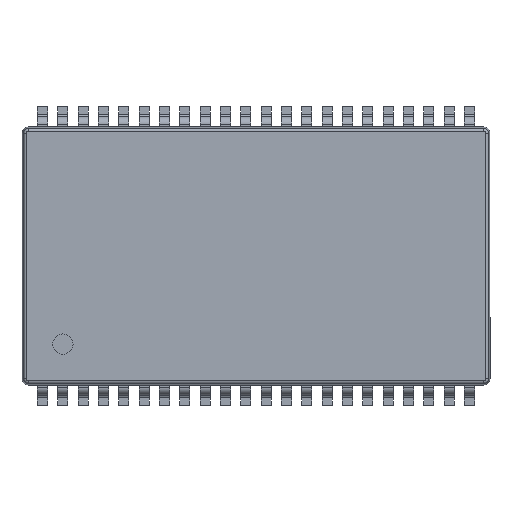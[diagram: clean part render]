
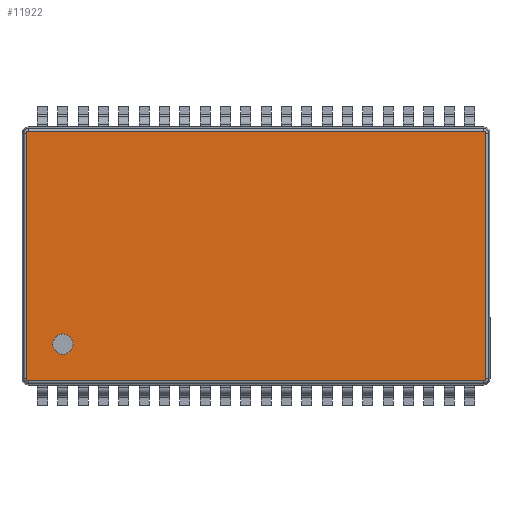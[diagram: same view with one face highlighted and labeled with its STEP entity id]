
A CAD part, top view. The second image highlights one B-rep face of the part: STEP entity #11922.
In plain terms, the highlighted planar face has unit normal (0, 0, 1).
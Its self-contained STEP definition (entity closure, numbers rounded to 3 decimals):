
#196 = VERTEX_POINT ( 'NONE', #12768 ) ;
#728 = EDGE_CURVE ( 'NONE', #196, #15006, #7624, .T. ) ;
#1023 = VECTOR ( 'NONE', #1887, 1000. ) ;
#1031 = CARTESIAN_POINT ( 'NONE',  ( 8.96, -4.83, 1. ) ) ;
#1192 = VECTOR ( 'NONE', #15928, 1000. ) ;
#1281 = EDGE_LOOP ( 'NONE', ( #9476, #2942, #1927, #6835, #16229, #20842, #10846, #18579 ) ) ;
#1657 = AXIS2_PLACEMENT_3D ( 'NONE', #4152, #14065, #7411 ) ;
#1887 = DIRECTION ( 'NONE',  ( 1., 0., 0. ) ) ;
#1927 = ORIENTED_EDGE ( 'NONE', *, *, #19840, .T. ) ;
#2129 = DIRECTION ( 'NONE',  ( 0., 0., 1. ) ) ;
#2348 = CIRCLE ( 'NONE', #10622, 0.087 ) ;
#2443 = CARTESIAN_POINT ( 'NONE',  ( -8.96, 4.917, 1. ) ) ;
#2498 = AXIS2_PLACEMENT_3D ( 'NONE', #11135, #10923, #5573 ) ;
#2577 = CARTESIAN_POINT ( 'NONE',  ( 9.047, 4.83, 1. ) ) ;
#2828 = EDGE_CURVE ( 'NONE', #7107, #19668, #20426, .T. ) ;
#2942 = ORIENTED_EDGE ( 'NONE', *, *, #728, .T. ) ;
#3184 = CARTESIAN_POINT ( 'NONE',  ( 8.96, 4.917, 1. ) ) ;
#3498 = EDGE_CURVE ( 'NONE', #13547, #19854, #10434, .T. ) ;
#3574 = CARTESIAN_POINT ( 'NONE',  ( 8.96, 4.83, 1. ) ) ;
#4043 = EDGE_CURVE ( 'NONE', #18077, #196, #16054, .T. ) ;
#4119 = CARTESIAN_POINT ( 'NONE',  ( -8.96, 4.917, 1. ) ) ;
#4152 = CARTESIAN_POINT ( 'NONE',  ( -7.6, -3.47, 1. ) ) ;
#4412 = VERTEX_POINT ( 'NONE', #21339 ) ;
#4566 = DIRECTION ( 'NONE',  ( 0., 0., 1. ) ) ;
#5210 = DIRECTION ( 'NONE',  ( 0., 0., 1. ) ) ;
#5326 = ORIENTED_EDGE ( 'NONE', *, *, #3498, .F. ) ;
#5462 = EDGE_CURVE ( 'NONE', #18259, #16772, #20914, .T. ) ;
#5573 = DIRECTION ( 'NONE',  ( 1., 0., 0. ) ) ;
#6368 = EDGE_CURVE ( 'NONE', #19854, #13547, #8200, .T. ) ;
#6459 = PLANE ( 'NONE',  #15578 ) ;
#6512 = EDGE_CURVE ( 'NONE', #16772, #7107, #2348, .T. ) ;
#6694 = VECTOR ( 'NONE', #11106, 1000. ) ;
#6835 = ORIENTED_EDGE ( 'NONE', *, *, #15484, .T. ) ;
#6936 = DIRECTION ( 'NONE',  ( 1., 0., 0. ) ) ;
#7097 = DIRECTION ( 'NONE',  ( 1., 0., 0. ) ) ;
#7107 = VERTEX_POINT ( 'NONE', #3184 ) ;
#7293 = AXIS2_PLACEMENT_3D ( 'NONE', #19981, #5210, #18044 ) ;
#7411 = DIRECTION ( 'NONE',  ( 1., 0., 0. ) ) ;
#7539 = AXIS2_PLACEMENT_3D ( 'NONE', #11576, #19988, #11795 ) ;
#7624 = CIRCLE ( 'NONE', #7293, 0.087 ) ;
#7841 = CARTESIAN_POINT ( 'NONE',  ( -9.047, 4.83, 1. ) ) ;
#8200 = CIRCLE ( 'NONE', #1657, 0.4 ) ;
#8259 = CARTESIAN_POINT ( 'NONE',  ( -7.2, -3.47, 1. ) ) ;
#8836 = EDGE_CURVE ( 'NONE', #19668, #18077, #18551, .T. ) ;
#9476 = ORIENTED_EDGE ( 'NONE', *, *, #4043, .T. ) ;
#9687 = FACE_OUTER_BOUND ( 'NONE', #1281, .T. ) ;
#10265 = CARTESIAN_POINT ( 'NONE',  ( 9.047, 4.83, 1. ) ) ;
#10434 = CIRCLE ( 'NONE', #2498, 0.4 ) ;
#10622 = AXIS2_PLACEMENT_3D ( 'NONE', #3574, #4566, #6936 ) ;
#10660 = CARTESIAN_POINT ( 'NONE',  ( -8.96, -4.917, 1. ) ) ;
#10808 = VECTOR ( 'NONE', #13716, 1000. ) ;
#10846 = ORIENTED_EDGE ( 'NONE', *, *, #2828, .T. ) ;
#10923 = DIRECTION ( 'NONE',  ( 0., 0., 1. ) ) ;
#11106 = DIRECTION ( 'NONE',  ( 0., -1., 0. ) ) ;
#11135 = CARTESIAN_POINT ( 'NONE',  ( -7.6, -3.47, 1. ) ) ;
#11576 = CARTESIAN_POINT ( 'NONE',  ( -8.96, 4.83, 1. ) ) ;
#11795 = DIRECTION ( 'NONE',  ( 1., 0., 0. ) ) ;
#11922 = ADVANCED_FACE ( 'NONE', ( #12885, #9687 ), #6459, .T. ) ;
#11935 = CARTESIAN_POINT ( 'NONE',  ( -8.96, 4.83, 1. ) ) ;
#12768 = CARTESIAN_POINT ( 'NONE',  ( -9.047, -4.83, 1. ) ) ;
#12885 = FACE_BOUND ( 'NONE', #17805, .T. ) ;
#13547 = VERTEX_POINT ( 'NONE', #14343 ) ;
#13716 = DIRECTION ( 'NONE',  ( -1., 0., 0. ) ) ;
#14065 = DIRECTION ( 'NONE',  ( 0., 0., 1. ) ) ;
#14343 = CARTESIAN_POINT ( 'NONE',  ( -8., -3.47, 1. ) ) ;
#15006 = VERTEX_POINT ( 'NONE', #10660 ) ;
#15445 = CARTESIAN_POINT ( 'NONE',  ( 9.047, -4.83, 1. ) ) ;
#15484 = EDGE_CURVE ( 'NONE', #4412, #18259, #18448, .T. ) ;
#15578 = AXIS2_PLACEMENT_3D ( 'NONE', #11935, #2129, #7097 ) ;
#15928 = DIRECTION ( 'NONE',  ( 0., 1., 0. ) ) ;
#16054 = LINE ( 'NONE', #16385, #6694 ) ;
#16229 = ORIENTED_EDGE ( 'NONE', *, *, #5462, .T. ) ;
#16327 = CARTESIAN_POINT ( 'NONE',  ( -8.96, -4.917, 1. ) ) ;
#16385 = CARTESIAN_POINT ( 'NONE',  ( -9.047, 4.83, 1. ) ) ;
#16772 = VERTEX_POINT ( 'NONE', #10265 ) ;
#17422 = DIRECTION ( 'NONE',  ( 0., 0., 1. ) ) ;
#17805 = EDGE_LOOP ( 'NONE', ( #21015, #5326 ) ) ;
#17842 = DIRECTION ( 'NONE',  ( 1., 0., 0. ) ) ;
#18044 = DIRECTION ( 'NONE',  ( 1., 0., 0. ) ) ;
#18077 = VERTEX_POINT ( 'NONE', #7841 ) ;
#18137 = AXIS2_PLACEMENT_3D ( 'NONE', #1031, #17422, #17842 ) ;
#18259 = VERTEX_POINT ( 'NONE', #15445 ) ;
#18448 = CIRCLE ( 'NONE', #18137, 0.087 ) ;
#18551 = CIRCLE ( 'NONE', #7539, 0.087 ) ;
#18579 = ORIENTED_EDGE ( 'NONE', *, *, #8836, .T. ) ;
#19668 = VERTEX_POINT ( 'NONE', #2443 ) ;
#19674 = LINE ( 'NONE', #16327, #1023 ) ;
#19840 = EDGE_CURVE ( 'NONE', #15006, #4412, #19674, .T. ) ;
#19854 = VERTEX_POINT ( 'NONE', #8259 ) ;
#19981 = CARTESIAN_POINT ( 'NONE',  ( -8.96, -4.83, 1. ) ) ;
#19988 = DIRECTION ( 'NONE',  ( 0., 0., 1. ) ) ;
#20426 = LINE ( 'NONE', #4119, #10808 ) ;
#20842 = ORIENTED_EDGE ( 'NONE', *, *, #6512, .T. ) ;
#20914 = LINE ( 'NONE', #2577, #1192 ) ;
#21015 = ORIENTED_EDGE ( 'NONE', *, *, #6368, .F. ) ;
#21339 = CARTESIAN_POINT ( 'NONE',  ( 8.96, -4.917, 1. ) ) ;
